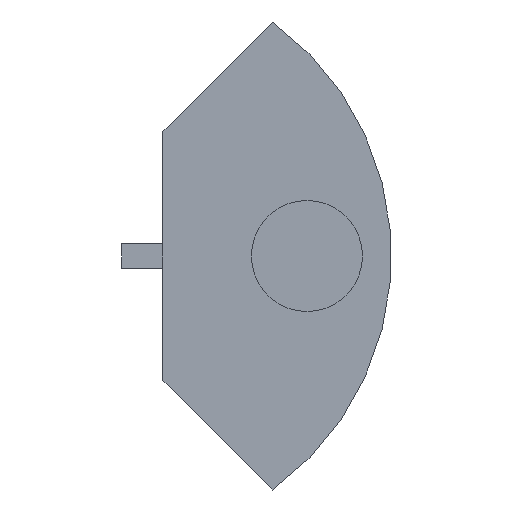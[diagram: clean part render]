
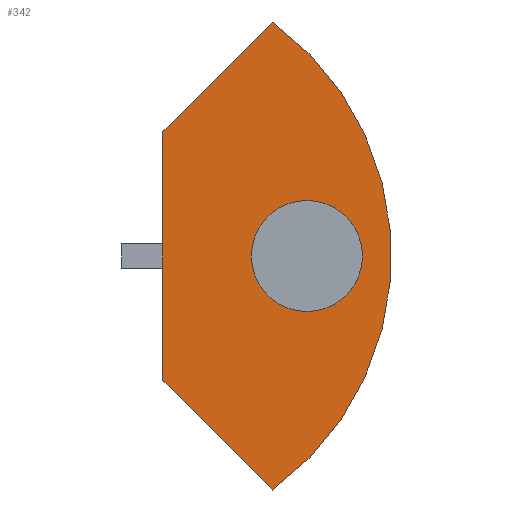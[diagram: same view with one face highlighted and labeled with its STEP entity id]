
A CAD part, left-side view. The second image highlights one B-rep face of the part: STEP entity #342.
In plain terms, the highlighted planar face has unit normal (-1, 0, 0).
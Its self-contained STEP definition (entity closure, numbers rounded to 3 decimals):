
#17=FACE_BOUND('',#65,.T.);
#24=PLANE('',#390);
#43=FACE_OUTER_BOUND('',#64,.T.);
#64=EDGE_LOOP('',(#264,#265,#266,#267));
#65=EDGE_LOOP('',(#268,#269));
#87=LINE('',#538,#121);
#90=LINE('',#544,#124);
#92=LINE('',#549,#126);
#121=VECTOR('',#436,10.);
#124=VECTOR('',#441,10.);
#126=VECTOR('',#449,10.);
#150=CIRCLE('',#379,6.705);
#151=CIRCLE('',#380,6.705);
#155=CIRCLE('',#389,35.);
#162=VERTEX_POINT('',#515);
#163=VERTEX_POINT('',#516);
#170=VERTEX_POINT('',#535);
#171=VERTEX_POINT('',#537);
#172=VERTEX_POINT('',#541);
#173=VERTEX_POINT('',#543);
#194=EDGE_CURVE('',#162,#163,#150,.T.);
#195=EDGE_CURVE('',#163,#162,#151,.T.);
#204=EDGE_CURVE('',#170,#171,#87,.T.);
#207=EDGE_CURVE('',#172,#173,#90,.T.);
#209=EDGE_CURVE('',#173,#170,#155,.T.);
#210=EDGE_CURVE('',#172,#171,#92,.T.);
#264=ORIENTED_EDGE('',*,*,#210,.T.);
#265=ORIENTED_EDGE('',*,*,#204,.F.);
#266=ORIENTED_EDGE('',*,*,#209,.F.);
#267=ORIENTED_EDGE('',*,*,#207,.F.);
#268=ORIENTED_EDGE('',*,*,#194,.T.);
#269=ORIENTED_EDGE('',*,*,#195,.T.);
#342=ADVANCED_FACE('',(#43,#17),#24,.F.);
#379=AXIS2_PLACEMENT_3D('',#517,#415,#416);
#380=AXIS2_PLACEMENT_3D('',#518,#417,#418);
#389=AXIS2_PLACEMENT_3D('',#547,#445,#446);
#390=AXIS2_PLACEMENT_3D('',#548,#447,#448);
#415=DIRECTION('center_axis',(1.,0.,0.));
#416=DIRECTION('ref_axis',(0.,0.,1.));
#417=DIRECTION('center_axis',(1.,0.,0.));
#418=DIRECTION('ref_axis',(0.,0.,1.));
#436=DIRECTION('',(0.,0.707,0.707));
#441=DIRECTION('',(0.,-0.707,0.707));
#445=DIRECTION('center_axis',(1.,0.,0.));
#446=DIRECTION('ref_axis',(0.,-0.59,0.807));
#447=DIRECTION('center_axis',(1.,0.,0.));
#448=DIRECTION('ref_axis',(0.,0.,-1.));
#449=DIRECTION('',(0.,0.,-1.));
#515=CARTESIAN_POINT('',(-56.,-117.383,-8.295));
#516=CARTESIAN_POINT('',(-56.,-117.383,-21.705));
#517=CARTESIAN_POINT('Origin',(-56.,-117.383,-15.));
#518=CARTESIAN_POINT('Origin',(-56.,-117.383,-15.));
#535=CARTESIAN_POINT('',(-56.,-113.25,-43.25));
#537=CARTESIAN_POINT('',(-56.,-100.,-30.));
#538=CARTESIAN_POINT('',(-56.,-113.25,-43.25));
#541=CARTESIAN_POINT('',(-56.,-100.,0.));
#543=CARTESIAN_POINT('',(-56.,-113.25,13.25));
#544=CARTESIAN_POINT('',(-56.,-100.,0.));
#547=CARTESIAN_POINT('Origin',(-56.,-92.588,-15.));
#548=CARTESIAN_POINT('Origin',(-56.,-63.794,-15.));
#549=CARTESIAN_POINT('',(-56.,-100.,-22.5));
